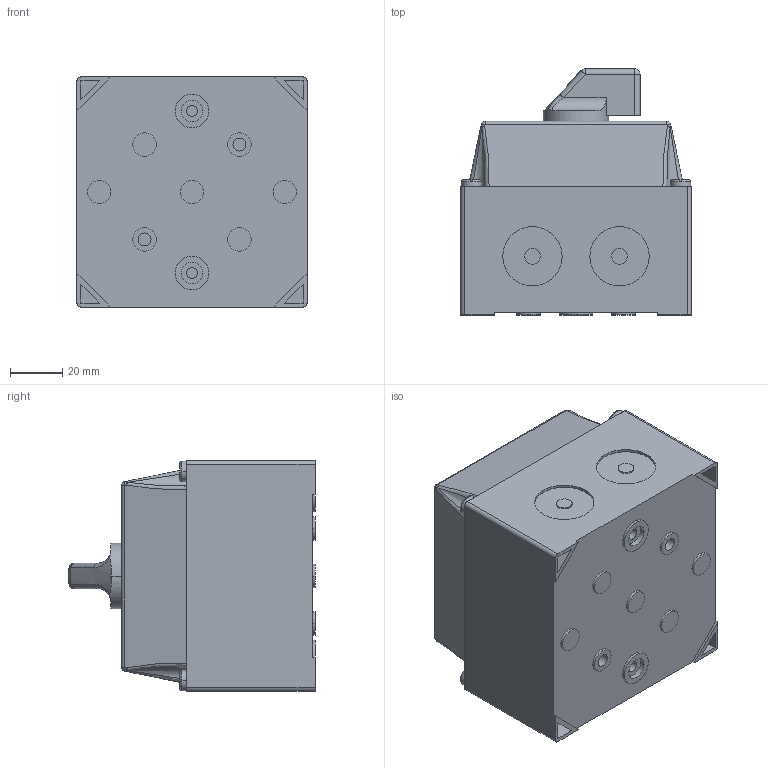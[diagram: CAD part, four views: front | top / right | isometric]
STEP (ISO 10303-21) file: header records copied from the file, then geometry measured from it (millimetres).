
FILE_DESCRIPTION (( 'STEP AP203' ), '1' );
FILE_NAME ('OptiSwitch 4G10-91-PK-R014 (1-2 櫡耪蠉).STEP', '2015-12-11T07:14:58', ( 'admin' ), ( '' ), 'SwSTEP 2.0', 'SolidWorks 2012', '' );
FILE_SCHEMA (( 'CONFIG_CONTROL_DESIGN' ));
Length unit declared in the file: millimetre
Products named in the file (3): OptiSwitch 4G10-91-PK-R014 (1-2 櫡耪蠉); Ðóêîÿòêà R014; OptiSwitch 4G10-91-PK-R114 (1-2 ÿðúõªð)
Assembly tree (2 placements, depth 2):
  OptiSwitch 4G10-91-PK-R014 (1-2 櫡耪蠉)
    OptiSwitch 4G10-91-PK-R114 (1-2 ÿðúõªð)
    Ðóêîÿòêà R014
Bounding box: 88 x 94.1 x 88 mm (x, y, z)
Volume: 519374.9 mm3; surface area: 47203.6 mm2
Topology: 2 solids, 2 shells, 269 faces, 624 edges, 390 vertices
Faces by surface type: plane 142, cylinder 88, torus 16, sphere 12, bspline 11
Entity records: 8988 total; most frequent: CARTESIAN_POINT 2582, DIRECTION 1307, ORIENTED_EDGE 1240, EDGE_CURVE 620, AXIS2_PLACEMENT_3D 498, VERTEX_POINT 390, LINE 311, VECTOR 311
